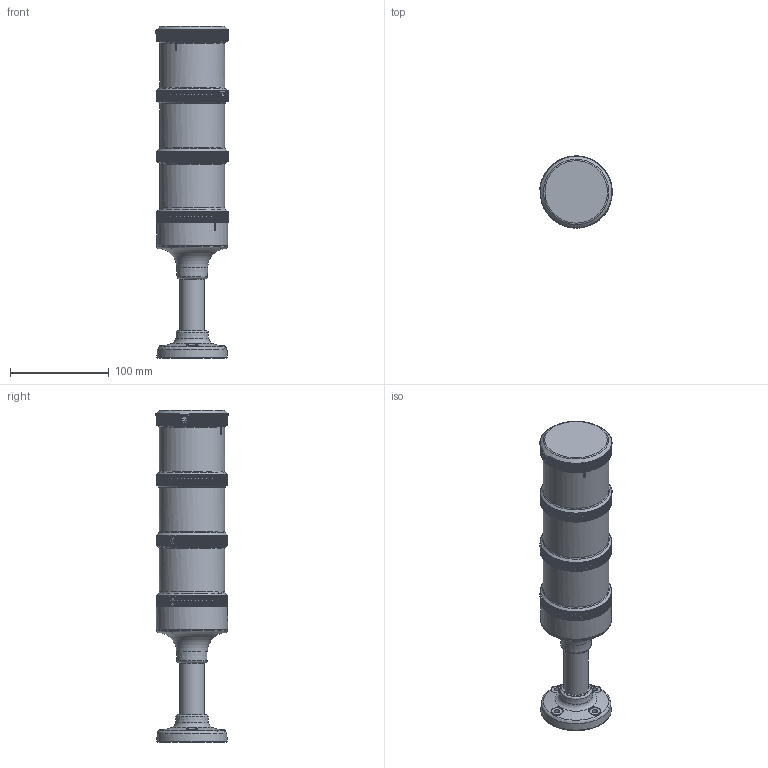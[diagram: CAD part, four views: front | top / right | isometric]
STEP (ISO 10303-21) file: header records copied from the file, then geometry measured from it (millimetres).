
FILE_DESCRIPTION(/* description */ (''),/* implementation_level */ '2;1');
FILE_NAME(/* name */ 'XMR 3 XLL.stp',/* time_stamp */ '2012-12-18T11:01:55+01:00',/* author */ (''),/* organization */ (''),/* preprocessor_version */ 'ST-DEVELOPER v11',/* originating_system */ 'SIEMENS PLM Software NX 7.5',/* authorisation */ '');
FILE_SCHEMA (('AUTOMOTIVE_DESIGN { 1 0 10303 214 1 1 1 1 }'));
Products named in the file (1): m.neD043810i
Bounding box: 73.4 x 73.03 x 336.35 mm (x, y, z)
Volume: 978292.2 mm3; surface area: 142114.7 mm2
Topology: 6 solids, 8 shells, 4010 faces, 9943 edges, 5900 vertices
Faces by surface type: plane 2307, cylinder 733, cone 360, bspline 296, torus 162, sphere 135, extrusion 17
Full cylindrical faces by diameter (mm): 3.1 x2, 3.2 x4, 5.8 x4, 7.6 x2, 7.7 x4, 21.8 x2, 22.8 x1, 24.8 x3, 25.622 x1, 28.547 x1, 34 x1, 62.5 x1, 62.6 x3, 65.1 x1, 66 x3, 66.2 x3, 66.586 x1, 70 x1, 70.2 x3, 70.4 x1, 72 x2
Entity records: 136147 total; most frequent: CARTESIAN_POINT 46676, ORIENTED_EDGE 19296, DIRECTION 17685, EDGE_CURVE 9648, AXIS2_PLACEMENT_3D 6995, VERTEX_POINT 5842, EDGE_LOOP 4218, ADVANCED_FACE 4010
